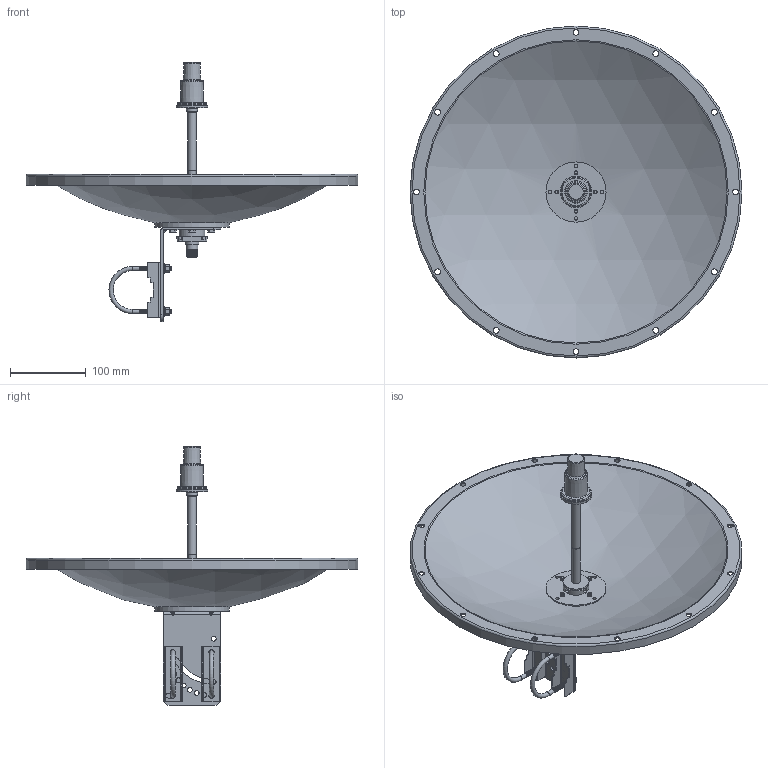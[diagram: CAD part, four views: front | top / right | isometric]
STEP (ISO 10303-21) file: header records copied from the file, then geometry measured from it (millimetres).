
FILE_DESCRIPTION (( 'STEP AP214' ), '1' );
FILE_NAME ('HG5824D.STEP', '2018-01-17T20:57:58', ( '' ), ( '' ), 'SwSTEP 2.0', 'SolidWorks 2014', '' );
FILE_SCHEMA (( 'AUTOMOTIVE_DESIGN' ));
Length unit declared in the file: inch
Products named in the file (7): M5-0.8x15mm; HG5824D_Bracket; HG5824D_Dish; HG5824D; HG5824D_Ubolt Bracket; HG5824D_FH-NUT; HG5824D_Feed Horn
Assembly tree (10 placements, depth 2):
  HG5824D
    HG5824D_Dish
    HG5824D_Bracket
    M5-0.8x15mm  x4
    HG5824D_Feed Horn
    HG5824D_FH-NUT
    HG5824D_Ubolt Bracket  x2
Bounding box: 438.15 x 438.15 x 341.96 mm (x, y, z)
Volume: 458246.6 mm3; surface area: 460795.1 mm2
Topology: 12 solids, 12 shells, 1060 faces, 2329 edges, 1353 vertices
Faces by surface type: cone 600, plane 279, cylinder 133, torus 29, bspline 16, sphere 3
Full cylindrical faces by diameter (mm): 1.8 x1, 2.5 x1, 2.845 x1, 2.98 x1, 4.445 x8, 4.826 x4, 5.004 x4, 5.334 x1, 5.74 x4, 5.918 x6, 6.35 x10, 6.426 x4, 6.604 x4, 6.909 x4, 7.696 x12, 10.211 x4, 10.643 x1, 11.557 x1, 13.208 x4, 13.437 x1, 13.5 x1, 14.656 x1, 15.494 x1, 18.39 x1, 23.927 x1, 25.959 x1, 26.391 x1, 33.934 x1, 34.087 x2, 38.1 x1
Entity records: 26173 total; most frequent: CARTESIAN_POINT 4385, DIRECTION 2854, ORIENTED_EDGE 2116, AXIS2_PLACEMENT_3D 1219, EDGE_LOOP 1176, EDGE_CURVE 1058, VERTEX_POINT 856, FACE_OUTER_BOUND 757
